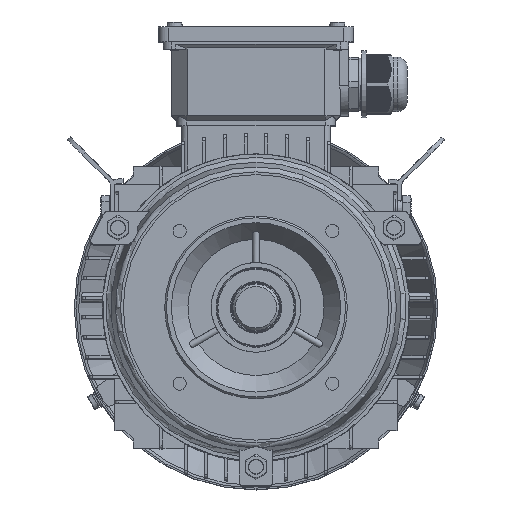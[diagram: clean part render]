
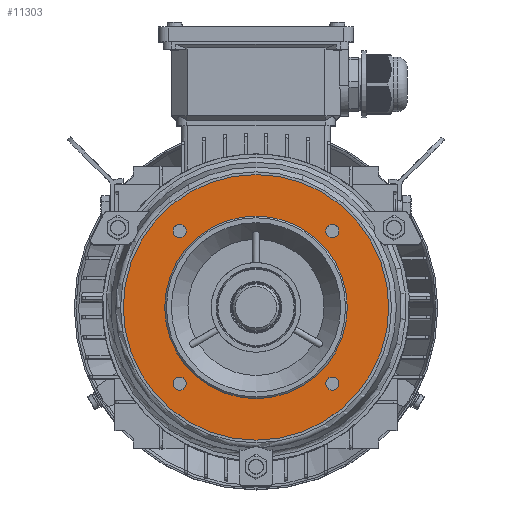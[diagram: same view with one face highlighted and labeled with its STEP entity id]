
A CAD part, top view. The second image highlights one B-rep face of the part: STEP entity #11303.
In plain terms, the highlighted planar face has unit normal (0, 0, 1).
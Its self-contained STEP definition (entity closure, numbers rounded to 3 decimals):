
#11303=ADVANCED_FACE('',(#19742,#19743,#19744,#19745,#19746,#19747),#14244,
 .F.);
#14244=PLANE('',#90382);
#18195=CIRCLE('',#90375,80.);
#18196=CIRCLE('',#90377,4.);
#18197=CIRCLE('',#90378,4.);
#18198=CIRCLE('',#90379,4.);
#18199=CIRCLE('',#90380,4.);
#18200=CIRCLE('',#90381,55.);
#19742=FACE_BOUND('',#23983,.T.);
#19743=FACE_BOUND('',#23984,.T.);
#19744=FACE_BOUND('',#23985,.T.);
#19745=FACE_BOUND('',#23986,.T.);
#19746=FACE_BOUND('',#23987,.T.);
#19747=FACE_BOUND('',#23988,.T.);
#23983=EDGE_LOOP('',(#42406));
#23984=EDGE_LOOP('',(#42407));
#23985=EDGE_LOOP('',(#42408));
#23986=EDGE_LOOP('',(#42409));
#23987=EDGE_LOOP('',(#42410));
#23988=EDGE_LOOP('',(#42411));
#42406=ORIENTED_EDGE('',*,*,#66473,.T.);
#42407=ORIENTED_EDGE('',*,*,#66474,.T.);
#42408=ORIENTED_EDGE('',*,*,#66475,.T.);
#42409=ORIENTED_EDGE('',*,*,#66476,.T.);
#42410=ORIENTED_EDGE('',*,*,#66477,.F.);
#42411=ORIENTED_EDGE('',*,*,#66472,.T.);
#55545=VERTEX_POINT('',#140242);
#55546=VERTEX_POINT('',#140245);
#55547=VERTEX_POINT('',#140247);
#55548=VERTEX_POINT('',#140249);
#55549=VERTEX_POINT('',#140251);
#55550=VERTEX_POINT('',#140253);
#66472=EDGE_CURVE('',#55545,#55545,#18195,.T.);
#66473=EDGE_CURVE('',#55546,#55546,#18196,.T.);
#66474=EDGE_CURVE('',#55547,#55547,#18197,.T.);
#66475=EDGE_CURVE('',#55548,#55548,#18198,.T.);
#66476=EDGE_CURVE('',#55549,#55549,#18199,.T.);
#66477=EDGE_CURVE('',#55550,#55550,#18200,.T.);
#90375=AXIS2_PLACEMENT_3D('',#140241,#108896,#108897);
#90377=AXIS2_PLACEMENT_3D('',#140244,#108900,#108901);
#90378=AXIS2_PLACEMENT_3D('',#140246,#108902,#108903);
#90379=AXIS2_PLACEMENT_3D('',#140248,#108904,#108905);
#90380=AXIS2_PLACEMENT_3D('',#140250,#108906,#108907);
#90381=AXIS2_PLACEMENT_3D('',#140252,#108908,#108909);
#90382=AXIS2_PLACEMENT_3D('',#140254,#108910,#108911);
#108896=DIRECTION('',(0.,0.,1.));
#108897=DIRECTION('',(1.,0.,0.));
#108900=DIRECTION('',(0.,0.,-1.));
#108901=DIRECTION('',(-1.,0.,0.));
#108902=DIRECTION('',(0.,0.,-1.));
#108903=DIRECTION('',(-1.,0.,0.));
#108904=DIRECTION('',(0.,0.,-1.));
#108905=DIRECTION('',(-1.,0.,0.));
#108906=DIRECTION('',(0.,0.,-1.));
#108907=DIRECTION('',(-1.,0.,0.));
#108908=DIRECTION('',(0.,0.,1.));
#108909=DIRECTION('',(1.,0.,0.));
#108910=DIRECTION('',(0.,0.,-1.));
#108911=DIRECTION('',(-1.,0.,0.));
#140241=CARTESIAN_POINT('',(0.,0.,247.));
#140242=CARTESIAN_POINT('',(80.,0.,247.));
#140244=CARTESIAN_POINT('',(45.962,45.962,247.));
#140245=CARTESIAN_POINT('',(41.962,45.962,247.));
#140246=CARTESIAN_POINT('',(-45.962,45.962,247.));
#140247=CARTESIAN_POINT('',(-49.962,45.962,247.));
#140248=CARTESIAN_POINT('',(45.962,-45.962,247.));
#140249=CARTESIAN_POINT('',(41.962,-45.962,247.));
#140250=CARTESIAN_POINT('',(-45.962,-45.962,247.));
#140251=CARTESIAN_POINT('',(-49.962,-45.962,247.));
#140252=CARTESIAN_POINT('',(0.,0.,247.));
#140253=CARTESIAN_POINT('',(55.,0.,247.));
#140254=CARTESIAN_POINT('',(0.,61.,247.));
